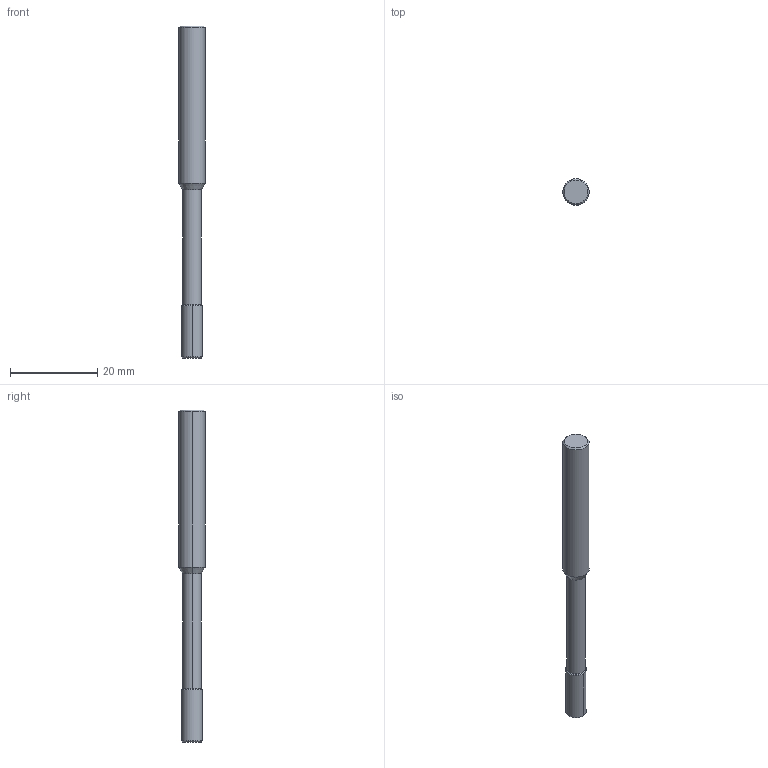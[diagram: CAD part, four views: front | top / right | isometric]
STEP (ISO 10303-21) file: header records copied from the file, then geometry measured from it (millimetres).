
FILE_DESCRIPTION((''),'2;1');
FILE_NAME('4000300003_ASM','2022-01-19T15:24:34',('thiemer'),(''),'CREO PARAMETRIC BY PTC INC, 2021164','CREO PARAMETRIC BY PTC INC, 2021164','');
FILE_SCHEMA(('AP242_MANAGED_MODEL_BASED_3D_ENGINEERING_MIM_LF { 1 0 10303 442 1 1 4 }'));
Length unit declared in the file: millimetre
Products named in the file (3): 4000300003NC; 4000300003C; 4000300003_ASM
Assembly tree (2 placements, depth 2):
  4000300003_ASM
    4000300003NC
    4000300003C
Bounding box: 6 x 6 x 76 mm (x, y, z)
Volume: 40.8 mm3; surface area: 1622 mm2
Topology: 1 solids, 2 shells, 22 faces, 44 edges, 27 vertices
Faces by surface type: cylinder 10, cone 8, plane 4
Entity records: 1560 total; most frequent: DIRECTION 180, CARTESIAN_POINT 134, PRESENTATION_STYLE_ASSIGNMENT 101, STYLED_ITEM 101, ORIENTED_EDGE 84, CURVE_STYLE 77, AXIS2_PLACEMENT_3D 74, PROPERTY_DEFINITION 59
